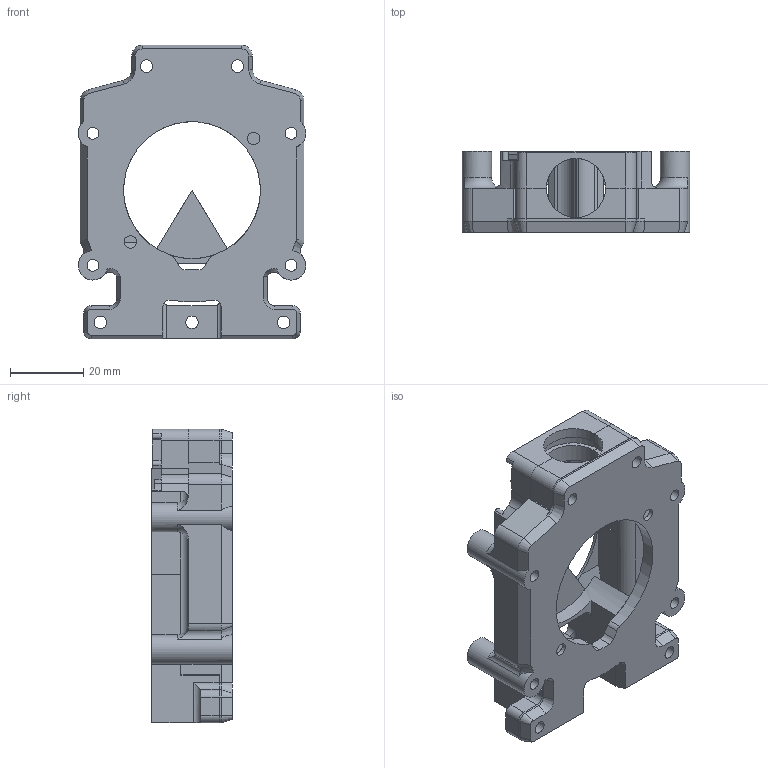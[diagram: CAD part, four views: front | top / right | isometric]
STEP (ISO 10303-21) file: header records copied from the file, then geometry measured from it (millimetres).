
FILE_DESCRIPTION(/* description */ (''),/* implementation_level */ '2;1');
FILE_NAME(/* name */ 'Breezer14_remote_TankAlu_40deg.step',/* time_stamp */ '2023-01-26T04:41:03+08:00',/* author */ (''),/* organization */ (''),/* preprocessor_version */ 'ST-DEVELOPER v19.2',/* originating_system */ 'Autodesk Translation Framework v11.17.0.187',/* authorisation */ '');
FILE_SCHEMA (('AUTOMOTIVE_DESIGN { 1 0 10303 214 3 1 1 }'));
Length unit declared in the file: millimetre
Products named in the file (1): Breezer14_remote_TankAlu_XXdeg
Bounding box: 62 x 22 x 80 mm (x, y, z)
Volume: 9036.6 mm3; surface area: 26915.8 mm2
Topology: 3 solids, 4 shells, 326 faces, 899 edges, 575 vertices
Faces by surface type: plane 182, cylinder 118, cone 18, torus 6, bspline 2
Full cylindrical faces by diameter (mm): 3.2 x4, 3.4 x13, 8 x4
Entity records: 10968 total; most frequent: CARTESIAN_POINT 2359, ORIENTED_EDGE 1802, DIRECTION 1800, EDGE_CURVE 901, AXIS2_PLACEMENT_3D 607, LINE 586, VECTOR 586, VERTEX_POINT 575
